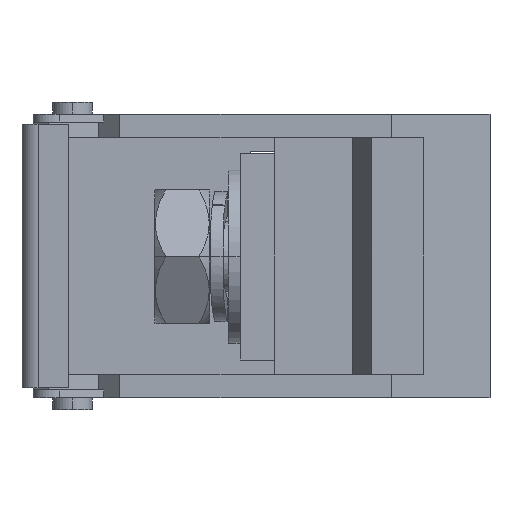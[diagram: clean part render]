
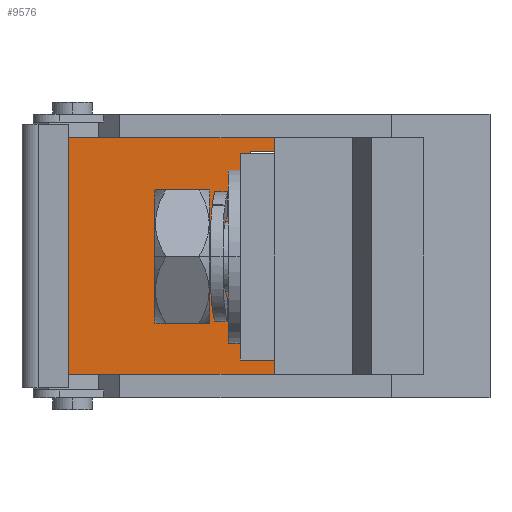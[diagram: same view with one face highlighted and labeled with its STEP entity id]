
A CAD part, left-side view. The second image highlights one B-rep face of the part: STEP entity #9576.
In plain terms, the highlighted planar face has unit normal (-1, 0, 0).
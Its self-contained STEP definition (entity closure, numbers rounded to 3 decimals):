
#88=DIRECTION('',(0.,-1.,0.));
#89=VECTOR('',#88,27.3);
#90=CARTESIAN_POINT('',(36.5,54.,-20.));
#91=LINE('',#90,#89);
#456=DIRECTION('',(0.,1.,0.));
#457=VECTOR('',#456,27.3);
#458=CARTESIAN_POINT('',(36.5,26.7,10.));
#459=LINE('',#458,#457);
#1992=DIRECTION('',(0.,0.,-1.));
#1993=VECTOR('',#1992,30.);
#1994=CARTESIAN_POINT('',(36.5,54.,10.));
#1995=LINE('',#1994,#1993);
#2012=DIRECTION('',(0.,1.,0.));
#2013=VECTOR('',#2012,1.3);
#2014=CARTESIAN_POINT('',(36.5,30.4,8.));
#2015=LINE('',#2014,#2013);
#2016=DIRECTION('',(0.,0.,-1.));
#2017=VECTOR('',#2016,0.3);
#2018=CARTESIAN_POINT('',(36.5,30.4,8.3));
#2019=LINE('',#2018,#2017);
#2030=DIRECTION('',(0.,0.,1.));
#2031=VECTOR('',#2030,26.2);
#2032=CARTESIAN_POINT('',(36.5,31.7,-18.2));
#2033=LINE('',#2032,#2031);
#3042=DIRECTION('',(0.,1.,0.));
#3043=VECTOR('',#3042,1.3);
#3044=CARTESIAN_POINT('',(36.5,30.4,-18.2));
#3045=LINE('',#3044,#3043);
#3138=DIRECTION('',(0.,1.,0.));
#3139=VECTOR('',#3138,3.7);
#3140=CARTESIAN_POINT('',(36.5,26.7,-18.3));
#3141=LINE('',#3140,#3139);
#3362=DIRECTION('',(0.,0.,1.));
#3363=VECTOR('',#3362,1.7);
#3364=CARTESIAN_POINT('',(36.5,26.7,-20.));
#3365=LINE('',#3364,#3363);
#3378=DIRECTION('',(0.,0.,1.));
#3379=VECTOR('',#3378,0.1);
#3380=CARTESIAN_POINT('',(36.5,30.4,-18.3));
#3381=LINE('',#3380,#3379);
#3422=DIRECTION('',(0.,-1.,0.));
#3423=VECTOR('',#3422,3.7);
#3424=CARTESIAN_POINT('',(36.5,30.4,8.3));
#3425=LINE('',#3424,#3423);
#3466=DIRECTION('',(0.,0.,1.));
#3467=VECTOR('',#3466,1.7);
#3468=CARTESIAN_POINT('',(36.5,26.7,8.3));
#3469=LINE('',#3468,#3467);
#5621=CARTESIAN_POINT('',(36.5,30.4,8.));
#5623=VERTEX_POINT('',#5621);
#5642=CARTESIAN_POINT('',(36.5,31.7,8.));
#5643=VERTEX_POINT('',#5642);
#5644=CARTESIAN_POINT('',(36.5,30.4,8.3));
#5645=VERTEX_POINT('',#5644);
#5646=CARTESIAN_POINT('',(36.5,30.4,-18.2));
#5647=CARTESIAN_POINT('',(36.5,31.7,-18.2));
#5648=VERTEX_POINT('',#5646);
#5649=VERTEX_POINT('',#5647);
#5650=CARTESIAN_POINT('',(36.5,26.7,-20.));
#5651=CARTESIAN_POINT('',(36.5,26.7,-18.3));
#5652=VERTEX_POINT('',#5650);
#5653=VERTEX_POINT('',#5651);
#5654=CARTESIAN_POINT('',(36.5,26.7,8.3));
#5655=CARTESIAN_POINT('',(36.5,26.7,10.));
#5656=VERTEX_POINT('',#5654);
#5657=VERTEX_POINT('',#5655);
#5908=CARTESIAN_POINT('',(36.5,30.4,-18.3));
#5909=VERTEX_POINT('',#5908);
#6108=CARTESIAN_POINT('',(36.5,54.,10.));
#6109=VERTEX_POINT('',#6108);
#6136=CARTESIAN_POINT('',(36.5,54.,-20.));
#6137=VERTEX_POINT('',#6136);
#9550=CARTESIAN_POINT('',(36.5,40.35,-5.));
#9551=DIRECTION('',(1.,0.,0.));
#9552=DIRECTION('',(0.,1.,0.));
#9553=AXIS2_PLACEMENT_3D('',#9550,#9551,#9552);
#9554=PLANE('',#9553);
#9555=ORIENTED_EDGE('',*,*,#9530,.T.);
#9557=ORIENTED_EDGE('',*,*,#9556,.F.);
#9559=ORIENTED_EDGE('',*,*,#9558,.F.);
#9561=ORIENTED_EDGE('',*,*,#9560,.F.);
#9563=ORIENTED_EDGE('',*,*,#9562,.F.);
#9565=ORIENTED_EDGE('',*,*,#9564,.F.);
#9566=ORIENTED_EDGE('',*,*,#6981,.F.);
#9567=ORIENTED_EDGE('',*,*,#9460,.F.);
#9568=ORIENTED_EDGE('',*,*,#7399,.F.);
#9570=ORIENTED_EDGE('',*,*,#9569,.F.);
#9572=ORIENTED_EDGE('',*,*,#9571,.F.);
#9573=ORIENTED_EDGE('',*,*,#9541,.T.);
#9574=EDGE_LOOP('',(#9555,#9557,#9559,#9561,#9563,#9565,#9566,#9567,#9568,#9570,
#9572,#9573));
#9575=FACE_OUTER_BOUND('',#9574,.F.);
#6981=EDGE_CURVE('',#6137,#5652,#91,.T.);
#7399=EDGE_CURVE('',#5657,#6109,#459,.T.);
#9460=EDGE_CURVE('',#6109,#6137,#1995,.T.);
#9530=EDGE_CURVE('',#5623,#5643,#2015,.T.);
#9541=EDGE_CURVE('',#5645,#5623,#2019,.T.);
#9556=EDGE_CURVE('',#5649,#5643,#2033,.T.);
#9558=EDGE_CURVE('',#5648,#5649,#3045,.T.);
#9560=EDGE_CURVE('',#5909,#5648,#3381,.T.);
#9562=EDGE_CURVE('',#5653,#5909,#3141,.T.);
#9564=EDGE_CURVE('',#5652,#5653,#3365,.T.);
#9569=EDGE_CURVE('',#5656,#5657,#3469,.T.);
#9571=EDGE_CURVE('',#5645,#5656,#3425,.T.);
#9576=ADVANCED_FACE('',(#9575),#9554,.F.);
